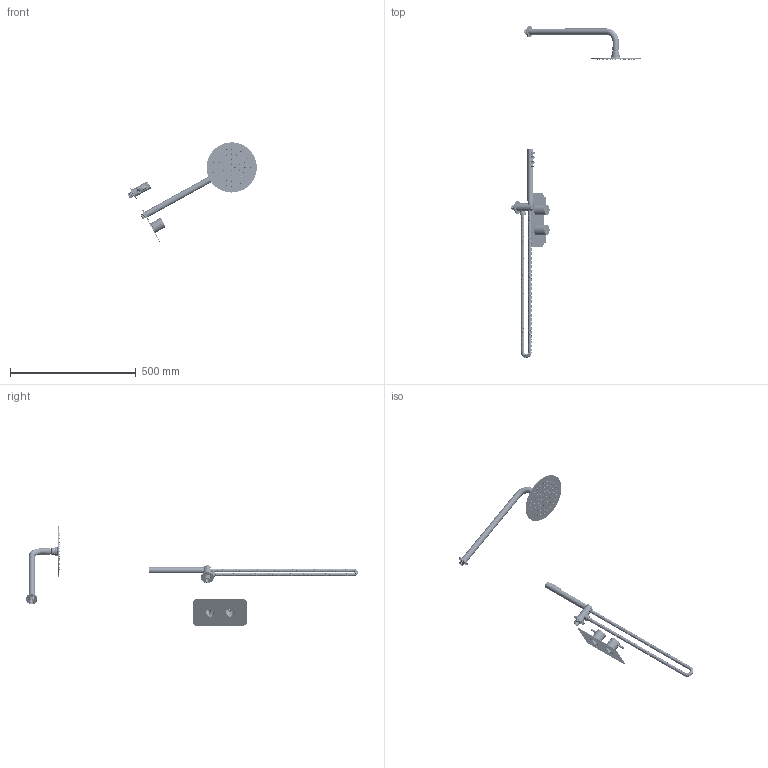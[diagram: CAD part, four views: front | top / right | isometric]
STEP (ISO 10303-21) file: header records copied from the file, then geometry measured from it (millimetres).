
FILE_DESCRIPTION (( 'STEP AP214' ), '1' );
FILE_NAME ('COSP01_v10822.STEP', '2022-08-15T11:53:49', ( '' ), ( '' ), 'SwSTEP 2.0', 'SolidWorks 2019', '' );
FILE_SCHEMA (( 'AUTOMOTIVE_DESIGN' ));
Length unit declared in the file: millimetre
Products named in the file (8): KC019 - KC020_knurled; SKCO04_V30822; COSP01_v10822; Hose straight_long +16; CO229_v10718; CO223-228_v10718_223; SKCO04v2; U bend
Assembly tree (8 placements, depth 3):
  COSP01_v10822
    CO229_v10718
    CO223-228_v10718_223
    KC019 - KC020_knurled
    SKCO04_V30822
      U bend
      Hose straight_long +16  x2
      SKCO04v2
Bounding box: 515.92 x 1322.23 x 395.72 mm (x, y, z)
Volume: 670151.9 mm3; surface area: 352379.9 mm2
Topology: 25 solids, 26 shells, 2648 faces, 6715 edges, 4414 vertices
Faces by surface type: cylinder 1623, plane 609, cone 175, bspline 164, torus 73, sphere 4
Entity records: 153325 total; most frequent: CARTESIAN_POINT 89399, ORIENTED_EDGE 10954, DIRECTION 9681, EDGE_CURVE 5477, AXIS2_PLACEMENT_3D 3899, VERTEX_POINT 3598, EDGE_LOOP 2577, ADVANCED_FACE 2236
